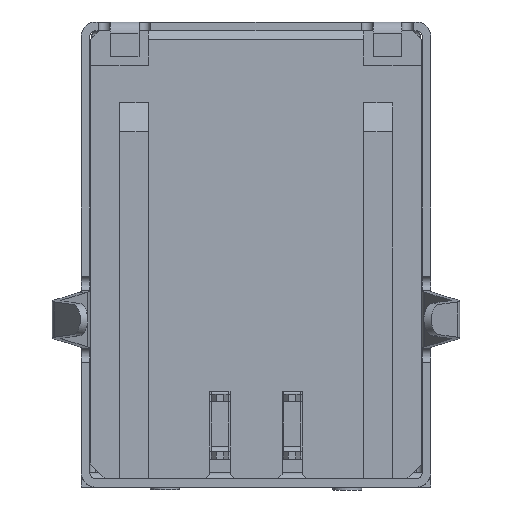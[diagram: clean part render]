
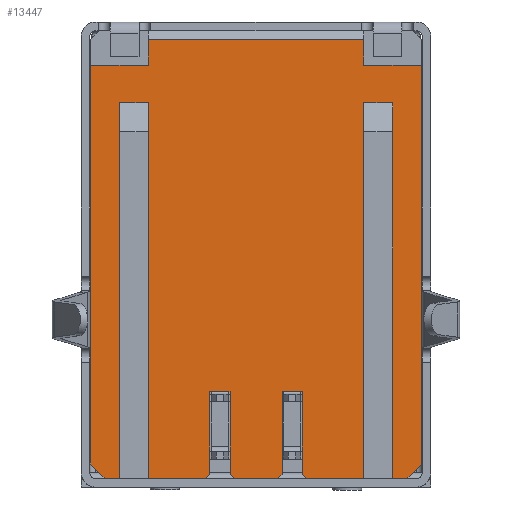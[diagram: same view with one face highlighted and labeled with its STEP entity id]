
A CAD part, front view. The second image highlights one B-rep face of the part: STEP entity #13447.
In plain terms, the highlighted planar face has unit normal (0, -1, 0).
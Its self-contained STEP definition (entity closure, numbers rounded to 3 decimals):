
#976=ORIENTED_EDGE('',*,*,#4989,.F.);
#977=ORIENTED_EDGE('',*,*,#4990,.F.);
#978=ORIENTED_EDGE('',*,*,#4991,.F.);
#979=ORIENTED_EDGE('',*,*,#4992,.F.);
#980=ORIENTED_EDGE('',*,*,#4993,.F.);
#981=ORIENTED_EDGE('',*,*,#4994,.F.);
#982=ORIENTED_EDGE('',*,*,#4995,.F.);
#983=ORIENTED_EDGE('',*,*,#4996,.F.);
#984=ORIENTED_EDGE('',*,*,#4812,.F.);
#985=ORIENTED_EDGE('',*,*,#4997,.F.);
#986=ORIENTED_EDGE('',*,*,#4712,.F.);
#987=ORIENTED_EDGE('',*,*,#4998,.F.);
#988=ORIENTED_EDGE('',*,*,#4999,.F.);
#989=ORIENTED_EDGE('',*,*,#4961,.F.);
#990=ORIENTED_EDGE('',*,*,#4722,.F.);
#991=ORIENTED_EDGE('',*,*,#5000,.F.);
#992=ORIENTED_EDGE('',*,*,#5001,.T.);
#993=ORIENTED_EDGE('',*,*,#5002,.F.);
#994=ORIENTED_EDGE('',*,*,#5003,.F.);
#995=ORIENTED_EDGE('',*,*,#5004,.T.);
#996=ORIENTED_EDGE('',*,*,#5005,.F.);
#997=ORIENTED_EDGE('',*,*,#5006,.F.);
#998=ORIENTED_EDGE('',*,*,#5007,.F.);
#999=ORIENTED_EDGE('',*,*,#5008,.F.);
#1000=ORIENTED_EDGE('',*,*,#5009,.F.);
#1001=ORIENTED_EDGE('',*,*,#5010,.F.);
#1002=ORIENTED_EDGE('',*,*,#5011,.F.);
#1003=ORIENTED_EDGE('',*,*,#5012,.F.);
#1004=ORIENTED_EDGE('',*,*,#5013,.F.);
#1005=ORIENTED_EDGE('',*,*,#5014,.F.);
#4712=EDGE_CURVE('',#6745,#6746,#8043,.T.);
#4722=EDGE_CURVE('',#6755,#6756,#8053,.T.);
#4812=EDGE_CURVE('',#6842,#6835,#8143,.T.);
#4961=EDGE_CURVE('',#6756,#6958,#8291,.T.);
#4989=EDGE_CURVE('',#6977,#6978,#8319,.T.);
#4990=EDGE_CURVE('',#6979,#6977,#8320,.T.);
#4991=EDGE_CURVE('',#6980,#6979,#8321,.T.);
#4992=EDGE_CURVE('',#6981,#6980,#8322,.T.);
#4993=EDGE_CURVE('',#6982,#6981,#8323,.T.);
#4994=EDGE_CURVE('',#6983,#6982,#8324,.T.);
#4995=EDGE_CURVE('',#6984,#6983,#8325,.T.);
#4996=EDGE_CURVE('',#6835,#6984,#8326,.T.);
#4997=EDGE_CURVE('',#6746,#6842,#8327,.T.);
#4998=EDGE_CURVE('',#6985,#6745,#8328,.T.);
#4999=EDGE_CURVE('',#6958,#6985,#8329,.T.);
#5000=EDGE_CURVE('',#6986,#6755,#8330,.T.);
#5001=EDGE_CURVE('',#6986,#6987,#8331,.T.);
#5002=EDGE_CURVE('',#6988,#6987,#8332,.T.);
#5003=EDGE_CURVE('',#6989,#6988,#8333,.T.);
#5004=EDGE_CURVE('',#6989,#6990,#8334,.T.);
#5005=EDGE_CURVE('',#6991,#6990,#8335,.T.);
#5006=EDGE_CURVE('',#6992,#6991,#8336,.T.);
#5007=EDGE_CURVE('',#6993,#6992,#8337,.T.);
#5008=EDGE_CURVE('',#6994,#6993,#8338,.T.);
#5009=EDGE_CURVE('',#6995,#6994,#8339,.T.);
#5010=EDGE_CURVE('',#6996,#6995,#8340,.T.);
#5011=EDGE_CURVE('',#6997,#6996,#8341,.T.);
#5012=EDGE_CURVE('',#6998,#6997,#8342,.T.);
#5013=EDGE_CURVE('',#6999,#6998,#8343,.T.);
#5014=EDGE_CURVE('',#6978,#6999,#8344,.T.);
#6745=VERTEX_POINT('',#18875);
#6746=VERTEX_POINT('',#18877);
#6755=VERTEX_POINT('',#18895);
#6756=VERTEX_POINT('',#18897);
#6835=VERTEX_POINT('',#19064);
#6842=VERTEX_POINT('',#19077);
#6958=VERTEX_POINT('',#19385);
#6977=VERTEX_POINT('',#19439);
#6978=VERTEX_POINT('',#19440);
#6979=VERTEX_POINT('',#19442);
#6980=VERTEX_POINT('',#19444);
#6981=VERTEX_POINT('',#19446);
#6982=VERTEX_POINT('',#19448);
#6983=VERTEX_POINT('',#19450);
#6984=VERTEX_POINT('',#19452);
#6985=VERTEX_POINT('',#19456);
#6986=VERTEX_POINT('',#19459);
#6987=VERTEX_POINT('',#19461);
#6988=VERTEX_POINT('',#19463);
#6989=VERTEX_POINT('',#19465);
#6990=VERTEX_POINT('',#19467);
#6991=VERTEX_POINT('',#19469);
#6992=VERTEX_POINT('',#19471);
#6993=VERTEX_POINT('',#19473);
#6994=VERTEX_POINT('',#19475);
#6995=VERTEX_POINT('',#19477);
#6996=VERTEX_POINT('',#19479);
#6997=VERTEX_POINT('',#19481);
#6998=VERTEX_POINT('',#19483);
#6999=VERTEX_POINT('',#19485);
#8043=LINE('',#18876,#9699);
#8053=LINE('',#18896,#9709);
#8143=LINE('',#19078,#9799);
#8291=LINE('',#19384,#9947);
#8319=LINE('',#19438,#9975);
#8320=LINE('',#19441,#9976);
#8321=LINE('',#19443,#9977);
#8322=LINE('',#19445,#9978);
#8323=LINE('',#19447,#9979);
#8324=LINE('',#19449,#9980);
#8325=LINE('',#19451,#9981);
#8326=LINE('',#19453,#9982);
#8327=LINE('',#19454,#9983);
#8328=LINE('',#19455,#9984);
#8329=LINE('',#19457,#9985);
#8330=LINE('',#19458,#9986);
#8331=LINE('',#19460,#9987);
#8332=LINE('',#19462,#9988);
#8333=LINE('',#19464,#9989);
#8334=LINE('',#19466,#9990);
#8335=LINE('',#19468,#9991);
#8336=LINE('',#19470,#9992);
#8337=LINE('',#19472,#9993);
#8338=LINE('',#19474,#9994);
#8339=LINE('',#19476,#9995);
#8340=LINE('',#19478,#9996);
#8341=LINE('',#19480,#9997);
#8342=LINE('',#19482,#9998);
#8343=LINE('',#19484,#9999);
#8344=LINE('',#19486,#10000);
#9699=VECTOR('',#15217,1000.);
#9709=VECTOR('',#15227,1000.);
#9799=VECTOR('',#15327,1000.);
#9947=VECTOR('',#15553,1000.);
#9975=VECTOR('',#15595,1000.);
#9976=VECTOR('',#15596,1000.);
#9977=VECTOR('',#15597,1000.);
#9978=VECTOR('',#15598,1000.);
#9979=VECTOR('',#15599,1000.);
#9980=VECTOR('',#15600,1000.);
#9981=VECTOR('',#15601,1000.);
#9982=VECTOR('',#15602,1000.);
#9983=VECTOR('',#15603,1000.);
#9984=VECTOR('',#15604,1000.);
#9985=VECTOR('',#15605,1000.);
#9986=VECTOR('',#15606,1000.);
#9987=VECTOR('',#15607,1000.);
#9988=VECTOR('',#15608,1000.);
#9989=VECTOR('',#15609,1000.);
#9990=VECTOR('',#15610,1000.);
#9991=VECTOR('',#15611,1000.);
#9992=VECTOR('',#15612,1000.);
#9993=VECTOR('',#15613,1000.);
#9994=VECTOR('',#15614,1000.);
#9995=VECTOR('',#15615,1000.);
#9996=VECTOR('',#15616,1000.);
#9997=VECTOR('',#15617,1000.);
#9998=VECTOR('',#15618,1000.);
#9999=VECTOR('',#15619,1000.);
#10000=VECTOR('',#15620,1000.);
#11390=EDGE_LOOP('',(#976,#977,#978,#979,#980,#981,#982,#983,#984,#985,
#986,#987,#988,#989,#990,#991,#992,#993,#994,#995,#996,#997,#998,#999,#1000,
#1001,#1002,#1003,#1004,#1005));
#12145=FACE_BOUND('',#11390,.T.);
#12898=PLANE('',#14246);
#13447=ADVANCED_FACE('',(#12145),#12898,.F.);
#14246=AXIS2_PLACEMENT_3D('',#19437,#15593,#15594);
#15217=DIRECTION('',(1.,0.,0.));
#15227=DIRECTION('',(1.,0.,0.));
#15327=DIRECTION('',(0.,0.,-1.));
#15553=DIRECTION('',(0.,0.,-1.));
#15593=DIRECTION('',(0.,1.,0.));
#15594=DIRECTION('',(1.,0.,0.));
#15595=DIRECTION('',(0.,0.,1.));
#15596=DIRECTION('',(1.,0.,0.));
#15597=DIRECTION('',(0.,0.,-1.));
#15598=DIRECTION('',(0.707,0.,-0.707));
#15599=DIRECTION('',(1.,0.,0.));
#15600=DIRECTION('',(0.707,0.,0.707));
#15601=DIRECTION('',(0.,0.,1.));
#15602=DIRECTION('',(1.,0.,0.));
#15603=DIRECTION('',(0.707,0.,-0.707));
#15604=DIRECTION('',(0.,0.,1.));
#15605=DIRECTION('',(1.,0.,0.));
#15606=DIRECTION('',(0.707,0.,0.707));
#15607=DIRECTION('',(0.,0.,-1.));
#15608=DIRECTION('',(-1.,0.,0.));
#15609=DIRECTION('',(0.,0.,1.));
#15610=DIRECTION('',(1.,0.,0.));
#15611=DIRECTION('',(0.,0.,-1.));
#15612=DIRECTION('',(-1.,0.,0.));
#15613=DIRECTION('',(0.,0.,-1.));
#15614=DIRECTION('',(0.707,0.,-0.707));
#15615=DIRECTION('',(1.,0.,0.));
#15616=DIRECTION('',(0.,0.,1.));
#15617=DIRECTION('',(1.,0.,0.));
#15618=DIRECTION('',(0.,0.,-1.));
#15619=DIRECTION('',(1.,0.,0.));
#15620=DIRECTION('',(0.707,0.,0.707));
#18875=CARTESIAN_POINT('',(-3.113,-3.907,15.5));
#18876=CARTESIAN_POINT('',(-0.168,-3.907,15.5));
#18877=CARTESIAN_POINT('',(-1.138,-3.907,15.5));
#18895=CARTESIAN_POINT('',(-4.613,-3.907,15.5));
#18896=CARTESIAN_POINT('',(-0.168,-3.907,15.5));
#18897=CARTESIAN_POINT('',(-4.113,-3.907,15.5));
#19064=CARTESIAN_POINT('',(-0.988,-3.907,12.5));
#19077=CARTESIAN_POINT('',(-0.988,-3.907,15.35));
#19078=CARTESIAN_POINT('',(-0.988,-3.907,7.9));
#19384=CARTESIAN_POINT('',(-4.113,-3.907,7.9));
#19385=CARTESIAN_POINT('',(-4.113,-3.907,2.5));
#19437=CARTESIAN_POINT('',(-5.342,-3.907,15.804));
#19438=CARTESIAN_POINT('',(2.212,-3.907,7.9));
#19439=CARTESIAN_POINT('',(2.212,-3.907,12.5));
#19440=CARTESIAN_POINT('',(2.212,-3.907,15.35));
#19441=CARTESIAN_POINT('',(-1.015,-3.907,12.5));
#19442=CARTESIAN_POINT('',(1.512,-3.907,12.5));
#19443=CARTESIAN_POINT('',(1.512,-3.907,7.9));
#19444=CARTESIAN_POINT('',(1.512,-3.907,15.35));
#19445=CARTESIAN_POINT('',(1.437,-3.907,15.425));
#19446=CARTESIAN_POINT('',(1.362,-3.907,15.5));
#19447=CARTESIAN_POINT('',(0.612,-3.907,15.5));
#19448=CARTESIAN_POINT('',(-0.138,-3.907,15.5));
#19449=CARTESIAN_POINT('',(-0.213,-3.907,15.425));
#19450=CARTESIAN_POINT('',(-0.288,-3.907,15.35));
#19451=CARTESIAN_POINT('',(-0.288,-3.907,7.9));
#19452=CARTESIAN_POINT('',(-0.288,-3.907,12.5));
#19453=CARTESIAN_POINT('',(-0.638,-3.907,12.5));
#19454=CARTESIAN_POINT('',(-1.063,-3.907,15.425));
#19455=CARTESIAN_POINT('',(-3.113,-3.907,7.9));
#19456=CARTESIAN_POINT('',(-3.113,-3.907,2.5));
#19457=CARTESIAN_POINT('',(4.31,-3.907,2.5));
#19458=CARTESIAN_POINT('',(-4.593,-3.907,15.519));
#19459=CARTESIAN_POINT('',(-5.113,-3.907,15.));
#19460=CARTESIAN_POINT('',(-5.113,-3.907,7.65));
#19461=CARTESIAN_POINT('',(-5.113,-3.907,1.2));
#19462=CARTESIAN_POINT('',(4.297,-3.907,1.2));
#19463=CARTESIAN_POINT('',(-3.113,-3.907,1.2));
#19464=CARTESIAN_POINT('',(-3.113,-3.907,2.24));
#19465=CARTESIAN_POINT('',(-3.113,-3.907,0.3));
#19466=CARTESIAN_POINT('',(0.612,-3.907,0.3));
#19467=CARTESIAN_POINT('',(4.337,-3.907,0.3));
#19468=CARTESIAN_POINT('',(4.337,-3.907,7.9));
#19469=CARTESIAN_POINT('',(4.337,-3.907,1.2));
#19470=CARTESIAN_POINT('',(0.612,-3.907,1.2));
#19471=CARTESIAN_POINT('',(6.337,-3.907,1.2));
#19472=CARTESIAN_POINT('',(6.337,-3.907,7.65));
#19473=CARTESIAN_POINT('',(6.337,-3.907,15.));
#19474=CARTESIAN_POINT('',(6.357,-3.907,14.981));
#19475=CARTESIAN_POINT('',(5.837,-3.907,15.5));
#19476=CARTESIAN_POINT('',(-0.168,-3.907,15.5));
#19477=CARTESIAN_POINT('',(5.337,-3.907,15.5));
#19478=CARTESIAN_POINT('',(5.337,-3.907,7.9));
#19479=CARTESIAN_POINT('',(5.337,-3.907,2.5));
#19480=CARTESIAN_POINT('',(0.612,-3.907,2.5));
#19481=CARTESIAN_POINT('',(4.337,-3.907,2.5));
#19482=CARTESIAN_POINT('',(4.337,-3.907,-0.028));
#19483=CARTESIAN_POINT('',(4.337,-3.907,15.5));
#19484=CARTESIAN_POINT('',(-0.168,-3.907,15.5));
#19485=CARTESIAN_POINT('',(2.362,-3.907,15.5));
#19486=CARTESIAN_POINT('',(2.287,-3.907,15.425));
